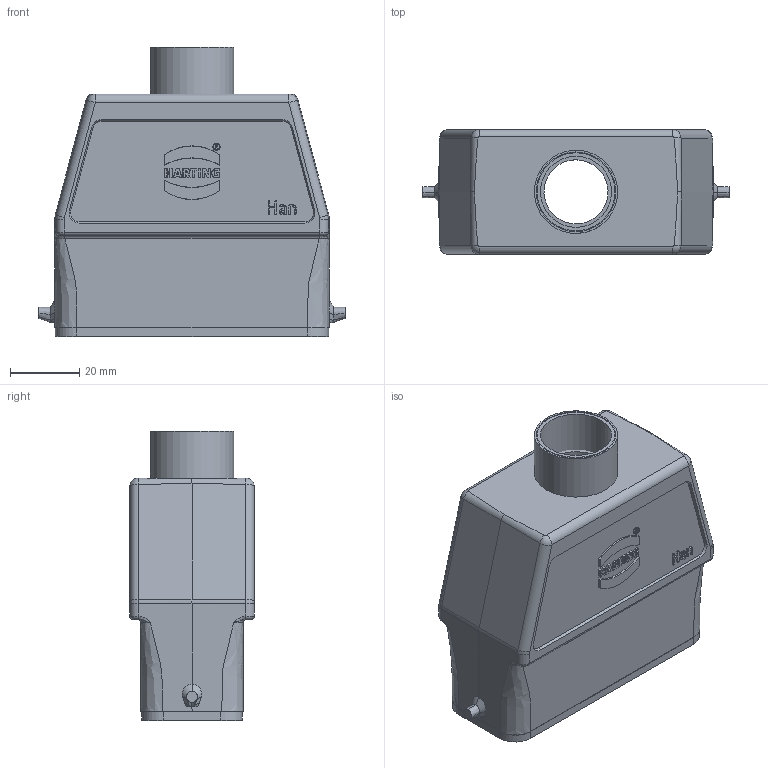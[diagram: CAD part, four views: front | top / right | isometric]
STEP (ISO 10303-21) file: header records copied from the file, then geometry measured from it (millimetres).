
FILE_DESCRIPTION((''),'2;1');
FILE_NAME('05200160461.stp','2020-07-07T16:12:02',('e.eickhoff'),(''),'Autodesk Inventor 2012','Autodesk Inventor 2012','');
FILE_SCHEMA(('AUTOMOTIVE_DESIGN { 1 0 10303 214 1 1 1 1 }'));
Length unit declared in the file: millimetre
Products named in the file (3): 05200160461; M20-PG16 Adapter
Assembly tree (2 placements, depth 2):
  05200160461
    05200160461
    M20-PG16 Adapter
Bounding box: 88.3 x 36 x 83.5 mm (x, y, z)
Volume: 68536 mm3; surface area: 35350.5 mm2
Topology: 2 solids, 2 shells, 388 faces, 1526 edges, 1728 vertices
Faces by surface type: plane 189, cylinder 93, bspline 78, cone 19, torus 5, sphere 4
Full cylindrical faces by diameter (mm): 3 x4, 18.5 x1, 20.5 x1, 22.5 x1, 23 x1, 24 x1
Entity records: 18689 total; most frequent: CARTESIAN_POINT 6249, DIRECTION 2246, ORIENTED_EDGE 1860, EDGE_CURVE 930, AXIS2_PLACEMENT_3D 778, VECTOR 690, LINE 690, VERTEX_POINT 588
